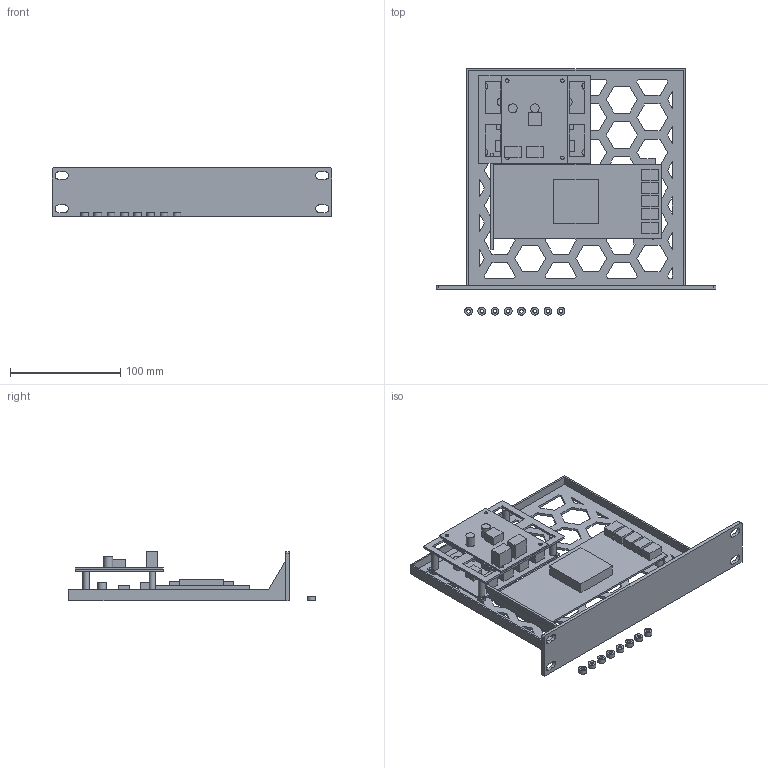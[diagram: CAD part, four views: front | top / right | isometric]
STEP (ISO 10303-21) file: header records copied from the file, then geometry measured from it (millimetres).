
FILE_DESCRIPTION(('Open CASCADE Model'),'2;1');
FILE_NAME('Rack Assembly V2','2025-12-01T21:45:29',('Author'),( 'Open CASCADE'),'Open CASCADE STEP processor 7.8','build123d', 'Unknown');
FILE_SCHEMA(('AUTOMOTIVE_DESIGN { 1 0 10303 214 1 1 1 1 }'));
Length unit declared in the file: millimetre
Products named in the file (71): Rack Assembly V2; Tray; ASSEMBLY; SOLID; Bridge; Spacers; DC-DC Board; SATA Board; PCIe Card
Assembly tree (85 placements, depth 5):
  Rack Assembly V2
    Tray
      ASSEMBLY
        SOLID
    Bridge
      ASSEMBLY
        SOLID
    Spacers
      ASSEMBLY
        SOLID
        SOLID
        SOLID
        SOLID
        SOLID
        SOLID
        SOLID
        SOLID
    DC-DC Board
      ASSEMBLY
        ASSEMBLY
          SOLID
      ASSEMBLY
        ASSEMBLY
          SOLID
      ASSEMBLY
        ASSEMBLY
          SOLID
      ASSEMBLY
        ASSEMBLY
          SOLID
      ASSEMBLY
        ASSEMBLY
          SOLID
      ASSEMBLY
        ASSEMBLY
          SOLID
      ASSEMBLY
        ASSEMBLY
          SOLID
      ASSEMBLY
        ASSEMBLY
          SOLID
      ASSEMBLY
        ASSEMBLY
          SOLID
      ASSEMBLY
        ASSEMBLY
          SOLID
      ASSEMBLY
        ASSEMBLY
          SOLID
      ASSEMBLY
        ASSEMBLY
          SOLID
      ASSEMBLY
        ASSEMBLY
          SOLID
    SATA Board
      ASSEMBLY
        ASSEMBLY
Bounding box: 254 x 223.5 x 44.7 mm (x, y, z)
Volume: 183506.2 mm3; surface area: 172423.2 mm2
Topology: 37 solids, 37 shells, 580 faces, 1504 edges, 996 vertices
Faces by surface type: plane 516, cylinder 64
Full cylindrical faces by diameter (mm): 2.8 x6, 3.2 x16, 6 x4, 7 x8, 8 x12
Entity records: 35010 total; most frequent: CARTESIAN_POINT 5809, DIRECTION 5247, LINE 3663, VECTOR 3663, ORIENTED_EDGE 2720, PCURVE 2720, DEFINITIONAL_REPRESENTATION 2720, EDGE_CURVE 1360
